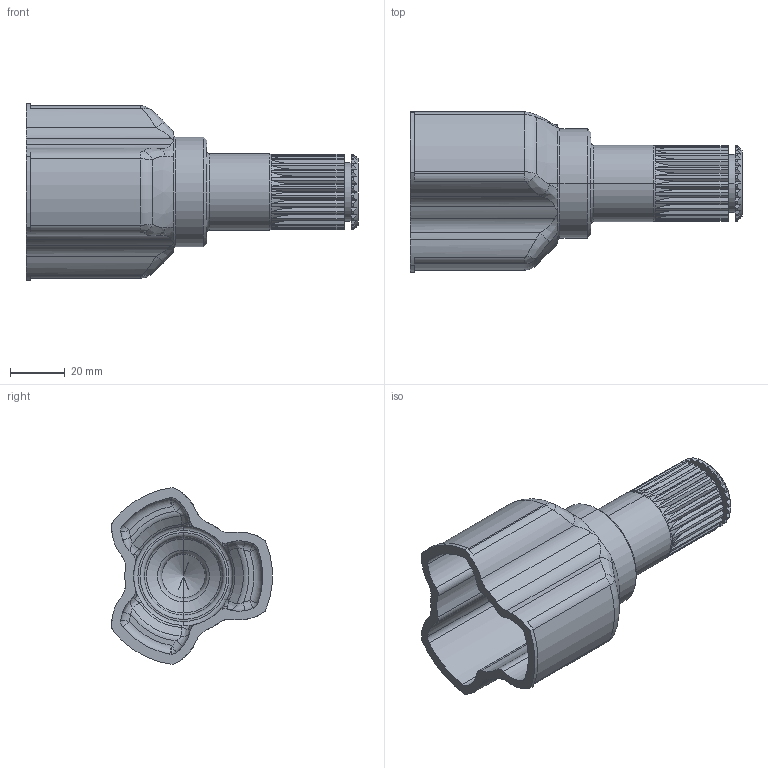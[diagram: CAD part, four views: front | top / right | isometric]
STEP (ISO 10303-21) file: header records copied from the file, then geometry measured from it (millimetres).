
FILE_DESCRIPTION (( 'STEP AP203' ), '1' );
FILE_NAME ('4485 Quaife 27 Tooth (Honda).STEP', '2013-12-17T22:30:53', ( 'Dan''s Work CPU' ), ( '' ), 'SwSTEP 2.0', 'SolidWorks 2012', '' );
FILE_SCHEMA (( 'CONFIG_CONTROL_DESIGN' ));
Length unit declared in the file: inch
Products named in the file (1): 4485 Quaife 27 Tooth (Honda)
Bounding box: 121.28 x 58.61 x 64.63 mm (x, y, z)
Volume: 67650.8 mm3; surface area: 33562.9 mm2
Topology: 1 solids, 1 shells, 425 faces, 1167 edges, 745 vertices
Faces by surface type: cylinder 177, plane 121, torus 60, bspline 42, cone 17, sphere 8
Entity records: 15706 total; most frequent: CARTESIAN_POINT 5148, ORIENTED_EDGE 2318, DIRECTION 2147, EDGE_CURVE 1159, AXIS2_PLACEMENT_3D 870, VERTEX_POINT 743, CIRCLE 486, EDGE_LOOP 432
